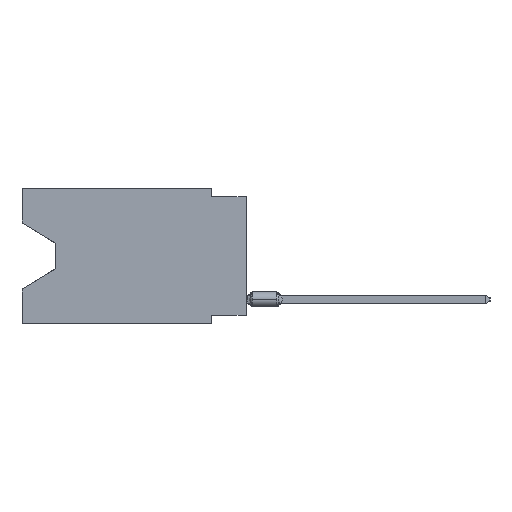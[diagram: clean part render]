
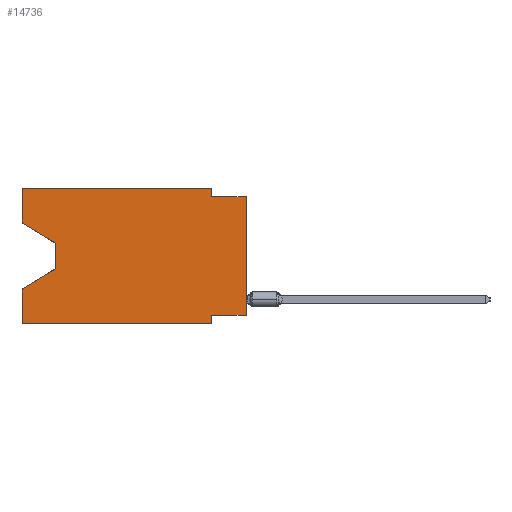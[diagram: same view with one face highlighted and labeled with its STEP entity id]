
A CAD part, left-side view. The second image highlights one B-rep face of the part: STEP entity #14736.
In plain terms, the highlighted planar face has unit normal (-1, 0, 0).
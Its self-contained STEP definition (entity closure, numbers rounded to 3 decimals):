
#384 = CARTESIAN_POINT ( 'NONE',  ( 0., 16.383, -2.546 ) ) ;
#962 = VECTOR ( 'NONE', #10022, 1000. ) ;
#2052 = LINE ( 'NONE', #19112, #8060 ) ;
#2248 = ORIENTED_EDGE ( 'NONE', *, *, #3384, .T. ) ;
#2750 = CARTESIAN_POINT ( 'NONE',  ( 0., 2.54, 0. ) ) ;
#3384 = EDGE_CURVE ( 'NONE', #32126, #22368, #51947, .T. ) ;
#3677 = VERTEX_POINT ( 'NONE', #37909 ) ;
#4170 = CARTESIAN_POINT ( 'NONE',  ( 0., 2.54, 0. ) ) ;
#4746 = EDGE_CURVE ( 'NONE', #30457, #7047, #45204, .T. ) ;
#4802 = VECTOR ( 'NONE', #12693, 1000. ) ;
#5410 = LINE ( 'NONE', #18265, #27022 ) ;
#6155 = LINE ( 'NONE', #23730, #43723 ) ;
#6270 = EDGE_CURVE ( 'NONE', #3677, #21559, #39128, .T. ) ;
#6355 = EDGE_CURVE ( 'NONE', #34253, #32126, #6155, .T. ) ;
#6637 = CARTESIAN_POINT ( 'NONE',  ( 0., 16.383, 0. ) ) ;
#6946 = DIRECTION ( 'NONE',  ( 0., 0., -1. ) ) ;
#6984 = EDGE_CURVE ( 'NONE', #28305, #30457, #42261, .T. ) ;
#7047 = VERTEX_POINT ( 'NONE', #52029 ) ;
#7940 = VERTEX_POINT ( 'NONE', #14400 ) ;
#8058 = ORIENTED_EDGE ( 'NONE', *, *, #45002, .F. ) ;
#8060 = VECTOR ( 'NONE', #36137, 1000. ) ;
#8120 = VECTOR ( 'NONE', #50660, 1000. ) ;
#8710 = VECTOR ( 'NONE', #10681, 1000. ) ;
#8813 = EDGE_CURVE ( 'NONE', #7047, #53721, #5410, .T. ) ;
#9460 = CARTESIAN_POINT ( 'NONE',  ( 0., 13.97, -5.893 ) ) ;
#9657 = CARTESIAN_POINT ( 'NONE',  ( 0., 16.383, -7.36 ) ) ;
#10022 = DIRECTION ( 'NONE',  ( 0., 0., -1. ) ) ;
#10265 = CARTESIAN_POINT ( 'NONE',  ( 0., 2.54, -9.271 ) ) ;
#10681 = DIRECTION ( 'NONE',  ( 0., 0., -1. ) ) ;
#11339 = CARTESIAN_POINT ( 'NONE',  ( 0., 2.54, -9.906 ) ) ;
#11653 = CARTESIAN_POINT ( 'NONE',  ( 0., 16.383, 0. ) ) ;
#12693 = DIRECTION ( 'NONE',  ( 0., 0., 1. ) ) ;
#13501 = ORIENTED_EDGE ( 'NONE', *, *, #6984, .F. ) ;
#14400 = CARTESIAN_POINT ( 'NONE',  ( 0., 0., -9.271 ) ) ;
#14736 = ADVANCED_FACE ( 'NONE', ( #55230 ), #29249, .F. ) ;
#16900 = LINE ( 'NONE', #47321, #4802 ) ;
#17775 = ORIENTED_EDGE ( 'NONE', *, *, #44051, .F. ) ;
#18265 = CARTESIAN_POINT ( 'NONE',  ( 0., 0., -0.635 ) ) ;
#18617 = CARTESIAN_POINT ( 'NONE',  ( 0., 0., -0.635 ) ) ;
#18792 = VECTOR ( 'NONE', #30737, 1000. ) ;
#18882 = VERTEX_POINT ( 'NONE', #10265 ) ;
#19112 = CARTESIAN_POINT ( 'NONE',  ( 0., 0., 0. ) ) ;
#21109 = VECTOR ( 'NONE', #26805, 1000. ) ;
#21559 = VERTEX_POINT ( 'NONE', #11339 ) ;
#22124 = VECTOR ( 'NONE', #6946, 1000. ) ;
#22368 = VERTEX_POINT ( 'NONE', #54925 ) ;
#23421 = AXIS2_PLACEMENT_3D ( 'NONE', #11653, #29525, #25053 ) ;
#23679 = DIRECTION ( 'NONE',  ( 0., 0., 1. ) ) ;
#23730 = CARTESIAN_POINT ( 'NONE',  ( 0., 16.383, -2.546 ) ) ;
#24095 = CARTESIAN_POINT ( 'NONE',  ( 0., 2.54, -9.906 ) ) ;
#24675 = CARTESIAN_POINT ( 'NONE',  ( 0., 16.383, 0. ) ) ;
#25053 = DIRECTION ( 'NONE',  ( 0., 0., -1. ) ) ;
#26805 = DIRECTION ( 'NONE',  ( 0., 0.855, -0.519 ) ) ;
#27022 = VECTOR ( 'NONE', #39494, 1000. ) ;
#28200 = DIRECTION ( 'NONE',  ( 0., -0.855, -0.519 ) ) ;
#28305 = VERTEX_POINT ( 'NONE', #50859 ) ;
#29249 = PLANE ( 'NONE',  #23421 ) ;
#29525 = DIRECTION ( 'NONE',  ( 1., 0., 0. ) ) ;
#30174 = CARTESIAN_POINT ( 'NONE',  ( 0., 13.97, -4.013 ) ) ;
#30180 = CARTESIAN_POINT ( 'NONE',  ( 0., 13.97, -4.013 ) ) ;
#30436 = LINE ( 'NONE', #9460, #21109 ) ;
#30457 = VERTEX_POINT ( 'NONE', #4170 ) ;
#30737 = DIRECTION ( 'NONE',  ( 0., -1., 0. ) ) ;
#31024 = LINE ( 'NONE', #40791, #46509 ) ;
#31844 = VECTOR ( 'NONE', #23679, 1000. ) ;
#32126 = VERTEX_POINT ( 'NONE', #30180 ) ;
#33003 = ORIENTED_EDGE ( 'NONE', *, *, #8813, .F. ) ;
#33159 = ORIENTED_EDGE ( 'NONE', *, *, #37785, .T. ) ;
#34253 = VERTEX_POINT ( 'NONE', #384 ) ;
#36137 = DIRECTION ( 'NONE',  ( 0., 0., 1. ) ) ;
#36981 = EDGE_CURVE ( 'NONE', #7940, #53721, #2052, .T. ) ;
#37785 = EDGE_CURVE ( 'NONE', #22368, #53701, #30436, .T. ) ;
#37795 = ORIENTED_EDGE ( 'NONE', *, *, #47786, .F. ) ;
#37909 = CARTESIAN_POINT ( 'NONE',  ( 0., 16.383, -9.906 ) ) ;
#39128 = LINE ( 'NONE', #51975, #18792 ) ;
#39494 = DIRECTION ( 'NONE',  ( 0., -1., 0. ) ) ;
#40791 = CARTESIAN_POINT ( 'NONE',  ( 0., 0., -9.271 ) ) ;
#42261 = LINE ( 'NONE', #24675, #8120 ) ;
#42663 = ORIENTED_EDGE ( 'NONE', *, *, #6355, .T. ) ;
#42720 = ORIENTED_EDGE ( 'NONE', *, *, #6270, .T. ) ;
#43406 = ORIENTED_EDGE ( 'NONE', *, *, #4746, .F. ) ;
#43723 = VECTOR ( 'NONE', #28200, 1000. ) ;
#44051 = EDGE_CURVE ( 'NONE', #18882, #21559, #45316, .T. ) ;
#44280 = ORIENTED_EDGE ( 'NONE', *, *, #54837, .F. ) ;
#44357 = LINE ( 'NONE', #6637, #31844 ) ;
#44962 = DIRECTION ( 'NONE',  ( 0., 1., 0. ) ) ;
#45002 = EDGE_CURVE ( 'NONE', #3677, #53701, #16900, .T. ) ;
#45204 = LINE ( 'NONE', #2750, #22124 ) ;
#45316 = LINE ( 'NONE', #24095, #8710 ) ;
#46509 = VECTOR ( 'NONE', #44962, 1000. ) ;
#47321 = CARTESIAN_POINT ( 'NONE',  ( 0., 16.383, 0. ) ) ;
#47786 = EDGE_CURVE ( 'NONE', #34253, #28305, #44357, .T. ) ;
#48273 = EDGE_LOOP ( 'NONE', ( #42663, #2248, #33159, #8058, #42720, #17775, #44280, #52359, #33003, #43406, #13501, #37795 ) ) ;
#50660 = DIRECTION ( 'NONE',  ( 0., -1., 0. ) ) ;
#50859 = CARTESIAN_POINT ( 'NONE',  ( 0., 16.383, 0. ) ) ;
#51947 = LINE ( 'NONE', #30174, #962 ) ;
#51975 = CARTESIAN_POINT ( 'NONE',  ( 0., 16.383, -9.906 ) ) ;
#52029 = CARTESIAN_POINT ( 'NONE',  ( 0., 2.54, -0.635 ) ) ;
#52359 = ORIENTED_EDGE ( 'NONE', *, *, #36981, .T. ) ;
#53701 = VERTEX_POINT ( 'NONE', #9657 ) ;
#53721 = VERTEX_POINT ( 'NONE', #18617 ) ;
#54837 = EDGE_CURVE ( 'NONE', #7940, #18882, #31024, .T. ) ;
#54925 = CARTESIAN_POINT ( 'NONE',  ( 0., 13.97, -5.893 ) ) ;
#55230 = FACE_OUTER_BOUND ( 'NONE', #48273, .T. ) ;
